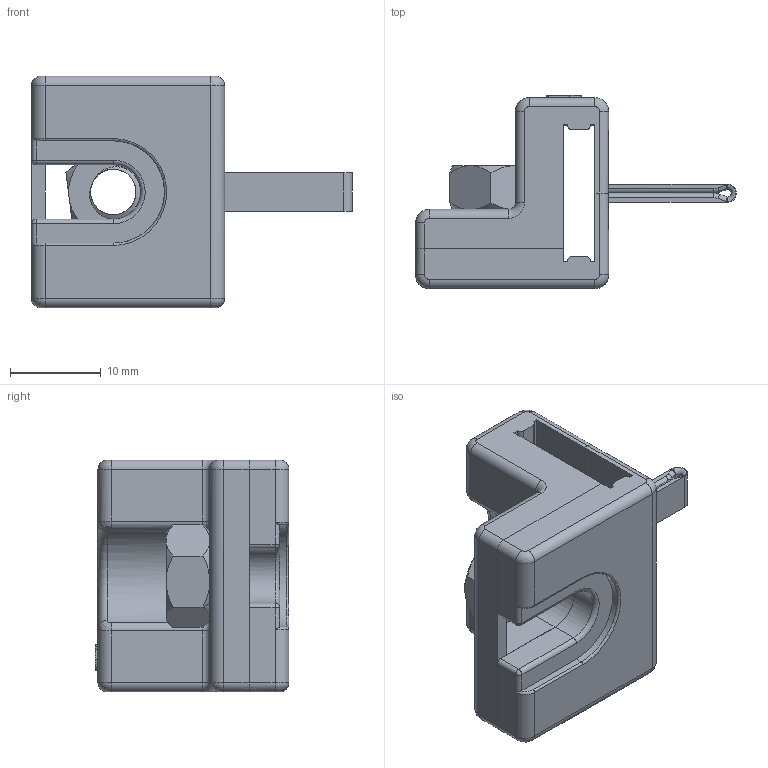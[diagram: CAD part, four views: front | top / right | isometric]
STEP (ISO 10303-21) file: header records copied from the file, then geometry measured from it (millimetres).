
FILE_DESCRIPTION (( 'STEP AP203' ), '1' );
FILE_NAME ('ILY01.35.STEP', '2022-04-18T11:10:33', ( '' ), ( '' ), 'SwSTEP 2.0', 'SolidWorks 2021', '' );
FILE_SCHEMA (( 'CONFIG_CONTROL_DESIGN' ));
Length unit declared in the file: millimetre
Products named in the file (1): ILY01.35
Bounding box: 35.33 x 21.3 x 25.5 mm (x, y, z)
Surface area: 4617.8 mm2 (no closed solid volume)
Topology: 0 solids, 4 shells, 187 faces, 503 edges, 316 vertices
Faces by surface type: cylinder 66, plane 61, torus 30, bspline 16, cone 12, sphere 2
Entity records: 7701 total; most frequent: CARTESIAN_POINT 3636, ORIENTED_EDGE 941, DIRECTION 607, EDGE_CURVE 501, VERTEX_POINT 316, B_SPLINE_CURVE_WITH_KNOTS 274, AXIS2_PLACEMENT_3D 230, EDGE_LOOP 194
